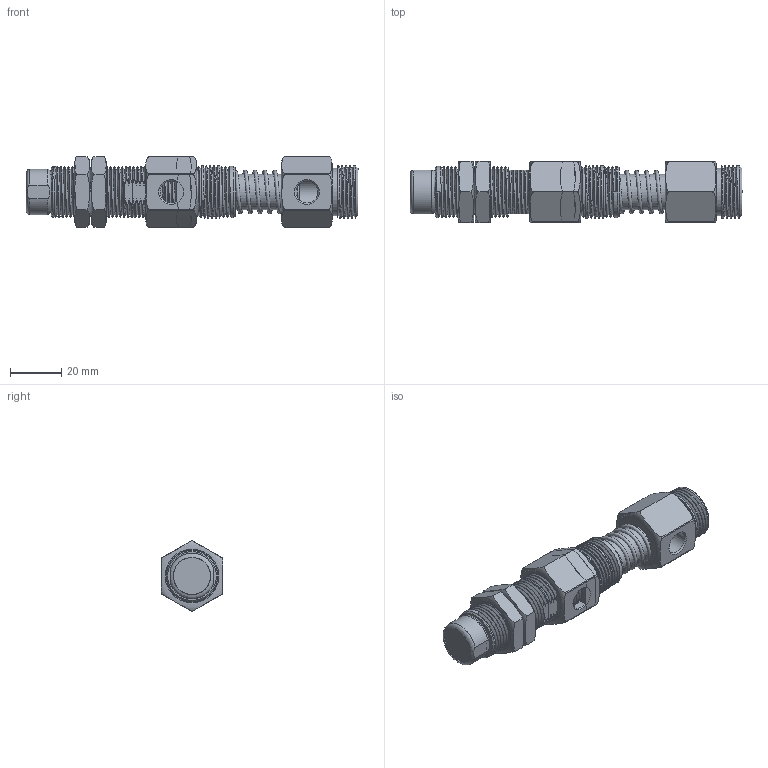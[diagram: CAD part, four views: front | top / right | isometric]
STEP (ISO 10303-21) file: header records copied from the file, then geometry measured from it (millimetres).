
FILE_DESCRIPTION( ( 'Unknown' ), '1' );
FILE_NAME( 'L1230.stp', 'Unknown', ( 'Unknown' ), ( 'Unknown' ), 'PSStep 10.0', 'Unknown', ' ' );
FILE_SCHEMA( ( 'AUTOMOTIVE_DESIGN { 1 0 10303 214 1 1 1 1 }' ) );
Length unit declared in the file: millimetre
Products named in the file (7): Assem1; SHA; NIPPLE; SLIDE BUSH; ENDCAP; LOCK NUT; spring
Bounding box: 129.91 x 24 x 27.71 mm (x, y, z)
Surface area: 44805.4 mm2 (no closed solid volume)
Topology: 0 solids, 285 shells, 351 faces, 1528 edges, 1387 vertices
Faces by surface type: cylinder 143, plane 92, bspline 72, cone 30, revolution 14
Full cylindrical faces by diameter (mm): 4.35 x2, 8 x2, 8.7 x8, 9.7 x2, 9.8 x36, 13.9 x4, 14.5 x2, 18.5 x5, 20 x36
Entity records: 21111 total; most frequent: CARTESIAN_POINT 16133, ORIENTED_EDGE 590, EDGE_CURVE 590, VERTEX_POINT 590, DIRECTION 522, B_SPLINE_CURVE_WITH_KNOTS 318, AXIS2_PLACEMENT_3D 194, FACE_BOUND 187
